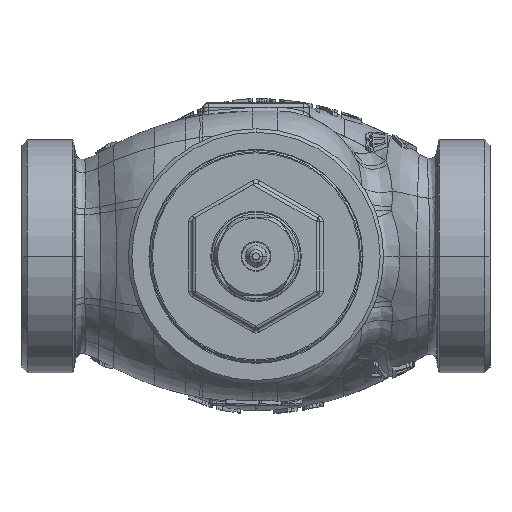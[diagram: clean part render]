
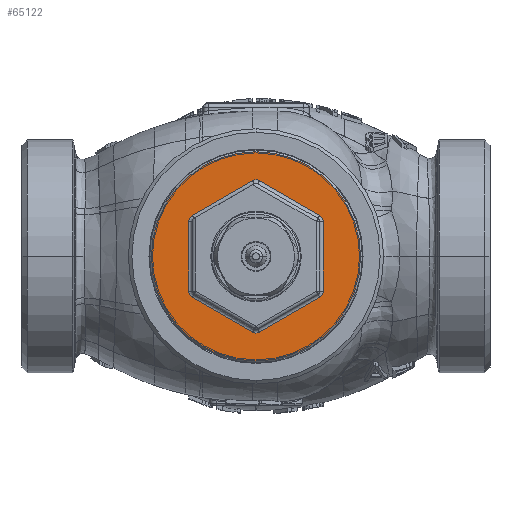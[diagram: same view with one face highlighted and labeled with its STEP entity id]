
A CAD part, front view. The second image highlights one B-rep face of the part: STEP entity #65122.
In plain terms, the highlighted face is planar.
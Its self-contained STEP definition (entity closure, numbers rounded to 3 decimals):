
#63972=CARTESIAN_POINT('',(0.,30.3,
0.));
#63973=DIRECTION('',(0.,1.,0.));
#63974=DIRECTION('',(1.,0.,0.));
#63975=AXIS2_PLACEMENT_3D('',#63972,#63973,#63974);
#63977=CARTESIAN_POINT('',(0.,30.3,
0.));
#63978=DIRECTION('',(0.,1.,0.));
#63979=DIRECTION('',(-1.,0.,0.));
#63980=AXIS2_PLACEMENT_3D('',#63977,#63978,#63979);
#63982=DIRECTION('',(0.,0.,-1.));
#63983=VECTOR('',#63982,19.63);
#63984=CARTESIAN_POINT('',(19.,30.3,9.815));
#63985=LINE('',#63984,#63983);
#63986=CARTESIAN_POINT('',(17.,30.3,-9.815));
#63987=DIRECTION('',(0.,-1.,0.));
#63988=DIRECTION('',(0.5,0.,-0.866));
#63989=AXIS2_PLACEMENT_3D('',#63986,#63987,#63988);
#63991=DIRECTION('',(-0.866,0.,-0.5));
#63992=VECTOR('',#63991,19.63);
#63993=CARTESIAN_POINT('',(18.,30.3,-11.547));
#63994=LINE('',#63993,#63992);
#63995=CARTESIAN_POINT('',(0.,30.3,-19.63));
#63996=DIRECTION('',(0.,-1.,0.));
#63997=DIRECTION('',(-0.5,0.,-0.866));
#63998=AXIS2_PLACEMENT_3D('',#63995,#63996,#63997);
#64000=DIRECTION('',(-0.866,0.,0.5));
#64001=VECTOR('',#64000,19.63);
#64002=CARTESIAN_POINT('',(-1.,30.3,-21.362));
#64003=LINE('',#64002,#64001);
#64004=CARTESIAN_POINT('',(-17.,30.3,-9.815));
#64005=DIRECTION('',(0.,-1.,0.));
#64006=DIRECTION('',(-1.,0.,0.));
#64007=AXIS2_PLACEMENT_3D('',#64004,#64005,#64006);
#64009=DIRECTION('',(0.,0.,1.));
#64010=VECTOR('',#64009,19.63);
#64011=CARTESIAN_POINT('',(-19.,30.3,-9.815));
#64012=LINE('',#64011,#64010);
#64013=CARTESIAN_POINT('',(-17.,30.3,9.815));
#64014=DIRECTION('',(0.,-1.,0.));
#64015=DIRECTION('',(-0.5,0.,0.866));
#64016=AXIS2_PLACEMENT_3D('',#64013,#64014,#64015);
#64018=DIRECTION('',(0.866,0.,0.5));
#64019=VECTOR('',#64018,19.63);
#64020=CARTESIAN_POINT('',(-18.,30.3,11.547));
#64021=LINE('',#64020,#64019);
#64022=CARTESIAN_POINT('',(0.,30.3,19.63));
#64023=DIRECTION('',(0.,-1.,0.));
#64024=DIRECTION('',(0.5,0.,0.866));
#64025=AXIS2_PLACEMENT_3D('',#64022,#64023,#64024);
#64027=DIRECTION('',(0.866,0.,-0.5));
#64028=VECTOR('',#64027,19.63);
#64029=CARTESIAN_POINT('',(1.,30.3,21.362));
#64030=LINE('',#64029,#64028);
#64031=CARTESIAN_POINT('',(17.,30.3,9.815));
#64032=DIRECTION('',(0.,-1.,0.));
#64033=DIRECTION('',(1.,0.,0.));
#64034=AXIS2_PLACEMENT_3D('',#64031,#64032,#64033);
#64968=CARTESIAN_POINT('',(29.5,30.3,0.));
#64969=CARTESIAN_POINT('',(-29.5,30.3,0.));
#64970=VERTEX_POINT('',#64968);
#64971=VERTEX_POINT('',#64969);
#64988=CARTESIAN_POINT('',(19.,30.3,9.815));
#64989=CARTESIAN_POINT('',(19.,30.3,-9.815));
#64990=VERTEX_POINT('',#64988);
#64991=VERTEX_POINT('',#64989);
#65024=CARTESIAN_POINT('',(-19.,30.3,-9.815));
#65025=CARTESIAN_POINT('',(-19.,30.3,9.815));
#65026=VERTEX_POINT('',#65024);
#65027=VERTEX_POINT('',#65025);
#65030=CARTESIAN_POINT('',(-1.,30.3,-21.362));
#65031=CARTESIAN_POINT('',(-18.,30.3,-11.547));
#65032=VERTEX_POINT('',#65030);
#65033=VERTEX_POINT('',#65031);
#65034=CARTESIAN_POINT('',(18.,30.3,-11.547));
#65035=CARTESIAN_POINT('',(1.,30.3,-21.362));
#65036=VERTEX_POINT('',#65034);
#65037=VERTEX_POINT('',#65035);
#65050=CARTESIAN_POINT('',(1.,30.3,21.362));
#65051=CARTESIAN_POINT('',(18.,30.3,11.547));
#65052=VERTEX_POINT('',#65050);
#65053=VERTEX_POINT('',#65051);
#65065=CARTESIAN_POINT('',(-18.,30.3,11.547));
#65066=CARTESIAN_POINT('',(-1.,30.3,21.362));
#65067=VERTEX_POINT('',#65065);
#65068=VERTEX_POINT('',#65066);
#65085=CARTESIAN_POINT('',(0.,30.3,0.));
#65086=DIRECTION('',(0.,-1.,0.));
#65087=DIRECTION('',(-1.,0.,0.));
#65088=AXIS2_PLACEMENT_3D('',#65085,#65086,#65087);
#65089=PLANE('',#65088);
#65091=ORIENTED_EDGE('',*,*,#65090,.F.);
#65093=ORIENTED_EDGE('',*,*,#65092,.F.);
#65094=EDGE_LOOP('',(#65091,#65093));
#65095=FACE_OUTER_BOUND('',#65094,.F.);
#65097=ORIENTED_EDGE('',*,*,#65096,.T.);
#65099=ORIENTED_EDGE('',*,*,#65098,.F.);
#65101=ORIENTED_EDGE('',*,*,#65100,.T.);
#65103=ORIENTED_EDGE('',*,*,#65102,.F.);
#65105=ORIENTED_EDGE('',*,*,#65104,.T.);
#65107=ORIENTED_EDGE('',*,*,#65106,.F.);
#65109=ORIENTED_EDGE('',*,*,#65108,.T.);
#65111=ORIENTED_EDGE('',*,*,#65110,.F.);
#65113=ORIENTED_EDGE('',*,*,#65112,.T.);
#65115=ORIENTED_EDGE('',*,*,#65114,.F.);
#65117=ORIENTED_EDGE('',*,*,#65116,.T.);
#65119=ORIENTED_EDGE('',*,*,#65118,.F.);
#65120=EDGE_LOOP('',(#65097,#65099,#65101,#65103,#65105,#65107,#65109,#65111,
#65113,#65115,#65117,#65119));
#65121=FACE_BOUND('',#65120,.F.);
#65122=ADVANCED_FACE('',(#65095,#65121),#65089,.F.);
#63976=CIRCLE('',#63975,29.5);
#63981=CIRCLE('',#63980,29.5);
#63990=CIRCLE('',#63989,2.);
#63999=CIRCLE('',#63998,2.);
#64008=CIRCLE('',#64007,2.);
#64017=CIRCLE('',#64016,2.);
#64026=CIRCLE('',#64025,2.);
#64035=CIRCLE('',#64034,2.);
#65090=EDGE_CURVE('',#64970,#64971,#63976,.T.);
#65092=EDGE_CURVE('',#64971,#64970,#63981,.T.);
#65096=EDGE_CURVE('',#64990,#64991,#63985,.T.);
#65098=EDGE_CURVE('',#65036,#64991,#63990,.T.);
#65100=EDGE_CURVE('',#65036,#65037,#63994,.T.);
#65102=EDGE_CURVE('',#65032,#65037,#63999,.T.);
#65104=EDGE_CURVE('',#65032,#65033,#64003,.T.);
#65106=EDGE_CURVE('',#65026,#65033,#64008,.T.);
#65108=EDGE_CURVE('',#65026,#65027,#64012,.T.);
#65110=EDGE_CURVE('',#65067,#65027,#64017,.T.);
#65112=EDGE_CURVE('',#65067,#65068,#64021,.T.);
#65114=EDGE_CURVE('',#65052,#65068,#64026,.T.);
#65116=EDGE_CURVE('',#65052,#65053,#64030,.T.);
#65118=EDGE_CURVE('',#64990,#65053,#64035,.T.);
